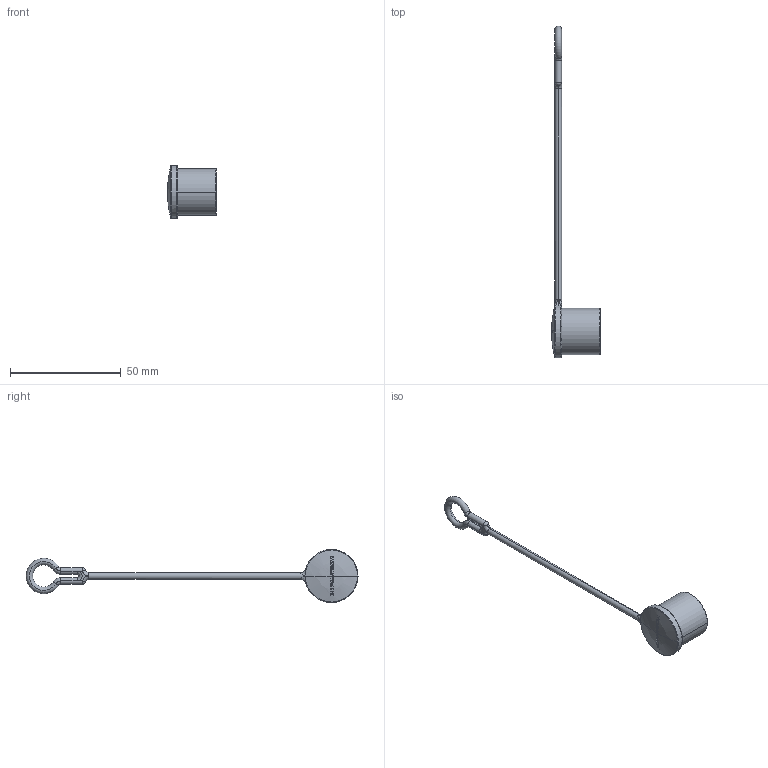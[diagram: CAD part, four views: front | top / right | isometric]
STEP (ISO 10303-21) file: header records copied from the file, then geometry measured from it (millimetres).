
FILE_DESCRIPTION((''),'2;1');
FILE_NAME('SCNAC-FX_03','2021-12-28T',('yuj'),(''),'PRO/ENGINEER BY PARAMETRIC TECHNOLOGY CORPORATION, 2013040','PRO/ENGINEER BY PARAMETRIC TECHNOLOGY CORPORATION, 2013040','');
FILE_SCHEMA(('CONFIG_CONTROL_DESIGN'));
Length unit declared in the file: millimetre
Products named in the file (1): SCNAC-FX_03
Bounding box: 22.06 x 150 x 23.98 mm (x, y, z)
Surface area: 4951.9 mm2 (no closed solid volume)
Topology: 0 solids, 1 shells, 165 faces, 433 edges, 274 vertices
Faces by surface type: extrusion 61, cylinder 25, plane 19, torus 19, bspline 16, sphere 13, cone 12
Entity records: 7072 total; most frequent: CARTESIAN_POINT 3458, ORIENTED_EDGE 856, DIRECTION 518, EDGE_CURVE 429, B_SPLINE_CURVE_WITH_KNOTS 312, VERTEX_POINT 274, AXIS2_PLACEMENT_3D 191, EDGE_LOOP 176
